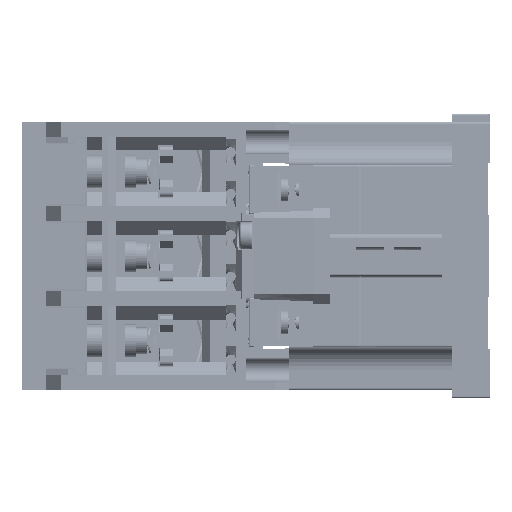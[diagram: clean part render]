
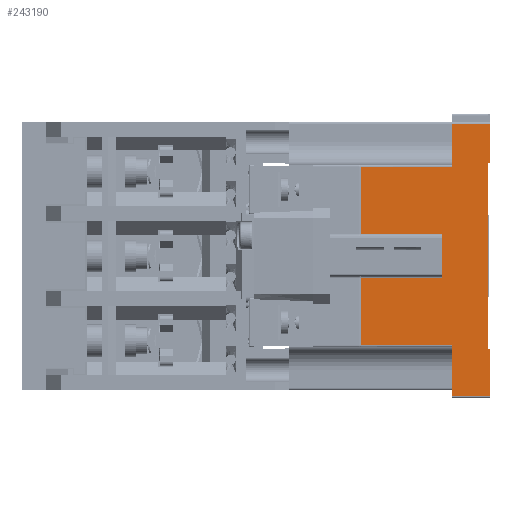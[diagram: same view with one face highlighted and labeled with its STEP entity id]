
A CAD part, left-side view. The second image highlights one B-rep face of the part: STEP entity #243190.
In plain terms, the highlighted planar face has unit normal (-1, 0, 0).
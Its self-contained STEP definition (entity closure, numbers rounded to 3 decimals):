
#227237=CARTESIAN_POINT('',(-49.9,-73.6,23.));
#227238=VERTEX_POINT('',#227237);
#227245=CARTESIAN_POINT('',(-49.9,-73.1,23.));
#227246=VERTEX_POINT('',#227245);
#227247=CARTESIAN_POINT('',(-49.9,-73.1,23.));
#227248=DIRECTION('',(0.0,-1.0,0.0));
#227249=VECTOR('',#227248,0.5);
#227250=LINE('',#227247,#227249);
#227251=EDGE_CURVE('',#227246,#227238,#227250,.T.);
#227374=CARTESIAN_POINT('',(-49.9,-64.2,32.5));
#227375=VERTEX_POINT('',#227374);
#227425=CARTESIAN_POINT('',(-49.9,-64.2,22.));
#227426=VERTEX_POINT('',#227425);
#227434=CARTESIAN_POINT('',(-49.9,-64.2,22.));
#227435=DIRECTION('',(0.0,0.0,1.0));
#227436=VECTOR('',#227435,10.5);
#227437=LINE('',#227434,#227436);
#227438=EDGE_CURVE('',#227426,#227375,#227437,.T.);
#230385=CARTESIAN_POINT('',(-49.9,-73.1,-23.));
#230386=VERTEX_POINT('',#230385);
#230393=CARTESIAN_POINT('',(-49.9,-73.6,-23.));
#230394=VERTEX_POINT('',#230393);
#230395=CARTESIAN_POINT('',(-49.9,-73.6,-23.));
#230396=DIRECTION('',(0.0,1.0,0.0));
#230397=VECTOR('',#230396,0.5);
#230398=LINE('',#230395,#230397);
#230399=EDGE_CURVE('',#230394,#230386,#230398,.T.);
#230417=CARTESIAN_POINT('',(-49.9,-73.6,-34.5));
#230418=VERTEX_POINT('',#230417);
#230441=CARTESIAN_POINT('',(-49.9,-73.6,-34.5));
#230442=DIRECTION('',(0.0,0.0,1.0));
#230443=VECTOR('',#230442,11.5);
#230444=LINE('',#230441,#230443);
#230445=EDGE_CURVE('',#230418,#230394,#230444,.T.);
#231477=CARTESIAN_POINT('',(-49.9,-61.9,-5.4));
#231478=VERTEX_POINT('',#231477);
#231486=CARTESIAN_POINT('',(-49.9,-61.9,5.4));
#231487=VERTEX_POINT('',#231486);
#231488=CARTESIAN_POINT('',(-49.9,-61.9,5.4));
#231489=DIRECTION('',(0.0,0.0,-1.0));
#231490=VECTOR('',#231489,10.8);
#231491=LINE('',#231488,#231490);
#231492=EDGE_CURVE('',#231487,#231478,#231491,.T.);
#242128=CARTESIAN_POINT('',(-49.9,-41.9,-22.));
#242129=VERTEX_POINT('',#242128);
#242159=CARTESIAN_POINT('',(-49.9,-64.2,-22.));
#242160=VERTEX_POINT('',#242159);
#242168=CARTESIAN_POINT('',(-49.9,-64.2,-22.));
#242169=DIRECTION('',(0.0,1.0,0.0));
#242170=VECTOR('',#242169,22.3);
#242171=LINE('',#242168,#242170);
#242172=EDGE_CURVE('',#242160,#242129,#242171,.T.);
#242340=CARTESIAN_POINT('',(-49.9,-41.9,22.));
#242341=VERTEX_POINT('',#242340);
#242377=CARTESIAN_POINT('',(-49.9,-41.9,22.));
#242378=DIRECTION('',(0.0,-1.0,0.0));
#242379=VECTOR('',#242378,22.3);
#242380=LINE('',#242377,#242379);
#242381=EDGE_CURVE('',#242341,#227426,#242380,.T.);
#242408=CARTESIAN_POINT('',(-49.9,-64.2,-34.5));
#242409=VERTEX_POINT('',#242408);
#242417=CARTESIAN_POINT('',(-49.9,-64.2,-34.5));
#242418=DIRECTION('',(0.0,0.0,1.0));
#242419=VECTOR('',#242418,12.5);
#242420=LINE('',#242417,#242419);
#242421=EDGE_CURVE('',#242409,#242160,#242420,.T.);
#242450=CARTESIAN_POINT('',(-49.9,-73.6,-34.5));
#242451=DIRECTION('',(0.0,1.0,0.0));
#242452=VECTOR('',#242451,9.4);
#242453=LINE('',#242450,#242452);
#242454=EDGE_CURVE('',#230418,#242409,#242453,.T.);
#242510=CARTESIAN_POINT('',(-49.9,-73.1,-23.));
#242511=DIRECTION('',(0.0,0.0,1.0));
#242512=VECTOR('',#242511,46.);
#242513=LINE('',#242510,#242512);
#242514=EDGE_CURVE('',#230386,#227246,#242513,.T.);
#242725=CARTESIAN_POINT('',(-49.9,-41.9,-5.4));
#242726=VERTEX_POINT('',#242725);
#242738=CARTESIAN_POINT('',(-49.9,-41.9,-5.4));
#242739=DIRECTION('',(0.0,0.0,-1.0));
#242740=VECTOR('',#242739,16.6);
#242741=LINE('',#242738,#242740);
#242742=EDGE_CURVE('',#242726,#242129,#242741,.T.);
#242753=CARTESIAN_POINT('',(-49.9,-41.9,-5.4));
#242754=DIRECTION('',(0.0,-1.0,0.0));
#242755=VECTOR('',#242754,20.);
#242756=LINE('',#242753,#242755);
#242757=EDGE_CURVE('',#242726,#231478,#242756,.T.);
#242769=CARTESIAN_POINT('',(-49.9,-41.9,5.4));
#242770=VERTEX_POINT('',#242769);
#242778=CARTESIAN_POINT('',(-49.9,-41.9,22.));
#242779=DIRECTION('',(0.0,0.0,-1.0));
#242780=VECTOR('',#242779,16.6);
#242781=LINE('',#242778,#242780);
#242782=EDGE_CURVE('',#242341,#242770,#242781,.T.);
#242799=CARTESIAN_POINT('',(-49.9,-61.9,5.4));
#242800=DIRECTION('',(0.0,1.0,0.0));
#242801=VECTOR('',#242800,20.0);
#242802=LINE('',#242799,#242801);
#242803=EDGE_CURVE('',#231487,#242770,#242802,.T.);
#243155=CARTESIAN_POINT('',(-49.9,-24.1,0.));
#243156=DIRECTION('',(-1.0,0.0,0.0));
#243157=DIRECTION('',(0.0,0.0,1.0));
#243158=AXIS2_PLACEMENT_3D('',#243155,#243156,#243157);
#243159=PLANE('',#243158);
#243160=CARTESIAN_POINT('',(-49.9,-73.6,32.5));
#243161=VERTEX_POINT('',#243160);
#243162=CARTESIAN_POINT('',(-49.9,-64.2,32.5));
#243163=DIRECTION('',(0.0,-1.0,0.0));
#243164=VECTOR('',#243163,9.4);
#243165=LINE('',#243162,#243164);
#243166=EDGE_CURVE('',#227375,#243161,#243165,.T.);
#243167=ORIENTED_EDGE('',*,*,#243166,.F.);
#243168=ORIENTED_EDGE('',*,*,#227438,.F.);
#243169=ORIENTED_EDGE('',*,*,#242381,.F.);
#243170=ORIENTED_EDGE('',*,*,#242782,.T.);
#243171=ORIENTED_EDGE('',*,*,#242803,.F.);
#243172=ORIENTED_EDGE('',*,*,#231492,.T.);
#243173=ORIENTED_EDGE('',*,*,#242757,.F.);
#243174=ORIENTED_EDGE('',*,*,#242742,.T.);
#243175=ORIENTED_EDGE('',*,*,#242172,.F.);
#243176=ORIENTED_EDGE('',*,*,#242421,.F.);
#243177=ORIENTED_EDGE('',*,*,#242454,.F.);
#243178=ORIENTED_EDGE('',*,*,#230445,.T.);
#243179=ORIENTED_EDGE('',*,*,#230399,.T.);
#243180=ORIENTED_EDGE('',*,*,#242514,.T.);
#243181=ORIENTED_EDGE('',*,*,#227251,.T.);
#243182=CARTESIAN_POINT('',(-49.9,-73.6,23.));
#243183=DIRECTION('',(0.0,0.0,1.0));
#243184=VECTOR('',#243183,9.5);
#243185=LINE('',#243182,#243184);
#243186=EDGE_CURVE('',#227238,#243161,#243185,.T.);
#243187=ORIENTED_EDGE('',*,*,#243186,.T.);
#243188=EDGE_LOOP('',(#243167,#243168,#243169,#243170,#243171,#243172,#243173,#243174,#243175,#243176,#243177,#243178,#243179,#243180,#243181,#243187));
#243189=FACE_OUTER_BOUND('',#243188,.T.);
#243190=ADVANCED_FACE('',(#243189),#243159,.T.);
